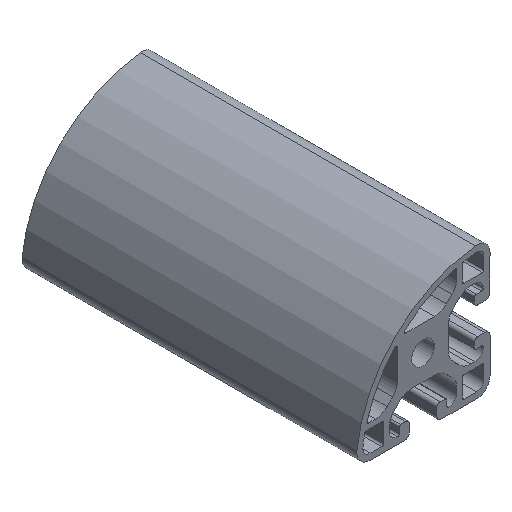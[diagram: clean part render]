
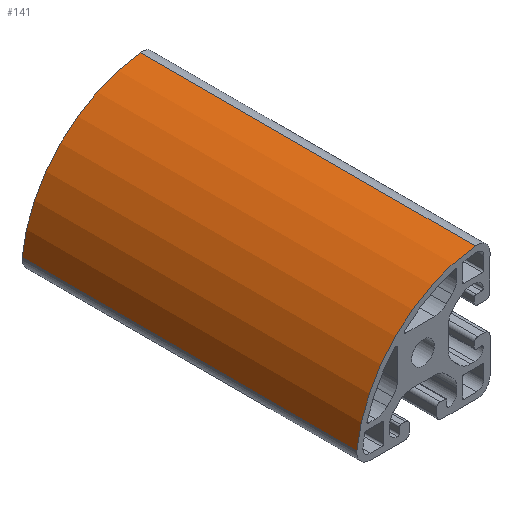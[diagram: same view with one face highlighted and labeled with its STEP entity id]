
A CAD part, isometric view. The second image highlights one B-rep face of the part: STEP entity #141.
In plain terms, the highlighted cylindrical face has radius 40 mm (diameter 80 mm), a partial arc.
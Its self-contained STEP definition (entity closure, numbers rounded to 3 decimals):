
#141 = ADVANCED_FACE( '', ( #368 ), #369, .T. );
#368 = FACE_OUTER_BOUND( '', #691, .T. );
#369 = CYLINDRICAL_SURFACE( '', #692, 40. );
#691 = EDGE_LOOP( '', ( #1048, #1049, #1050, #1051 ) );
#692 = AXIS2_PLACEMENT_3D( '', #1052, #1053, #1054 );
#1048 = ORIENTED_EDGE( '', *, *, #2019, .F. );
#1049 = ORIENTED_EDGE( '', *, *, #2020, .F. );
#1050 = ORIENTED_EDGE( '', *, *, #2021, .T. );
#1051 = ORIENTED_EDGE( '', *, *, #1991, .T. );
#1052 = CARTESIAN_POINT( '', ( 19.889, 100., -19.889 ) );
#1053 = DIRECTION( '', ( 0., 1., 0. ) );
#1054 = DIRECTION( '', ( 0., 0., -1. ) );
#1991 = EDGE_CURVE( '', #2398, #2395, #2399, .T. );
#2019 = EDGE_CURVE( '', #2446, #2395, #2447, .T. );
#2020 = EDGE_CURVE( '', #2448, #2446, #2449, .T. );
#2021 = EDGE_CURVE( '', #2448, #2398, #2450, .T. );
#2395 = VERTEX_POINT( '', #2996 );
#2398 = VERTEX_POINT( '', #2999 );
#2399 = LINE( '', #3000, #3001 );
#2446 = VERTEX_POINT( '', #3062 );
#2447 = CIRCLE( '', #3063, 40. );
#2448 = VERTEX_POINT( '', #3064 );
#2449 = LINE( '', #3065, #3066 );
#2450 = CIRCLE( '', #3067, 40. );
#2996 = CARTESIAN_POINT( '', ( -19.864, 0., -15.444 ) );
#2999 = CARTESIAN_POINT( '', ( -19.864, 100., -15.444 ) );
#3000 = CARTESIAN_POINT( '', ( -19.864, 100., -15.444 ) );
#3001 = VECTOR( '', #3763, 1000. );
#3062 = CARTESIAN_POINT( '', ( 15.444, 0., 19.864 ) );
#3063 = AXIS2_PLACEMENT_3D( '', #3799, #3800, #3801 );
#3064 = CARTESIAN_POINT( '', ( 15.444, 100., 19.864 ) );
#3065 = CARTESIAN_POINT( '', ( 15.444, 100., 19.864 ) );
#3066 = VECTOR( '', #3802, 1000. );
#3067 = AXIS2_PLACEMENT_3D( '', #3803, #3804, #3805 );
#3763 = DIRECTION( '', ( 0., -1., 0. ) );
#3799 = CARTESIAN_POINT( '', ( 19.889, 0., -19.889 ) );
#3800 = DIRECTION( '', ( 0., -1., 0. ) );
#3801 = DIRECTION( '', ( 1., 0., 0. ) );
#3802 = DIRECTION( '', ( 0., -1., 0. ) );
#3803 = CARTESIAN_POINT( '', ( 19.889, 100., -19.889 ) );
#3804 = DIRECTION( '', ( 0., -1., 0. ) );
#3805 = DIRECTION( '', ( 1., 0., 0. ) );
